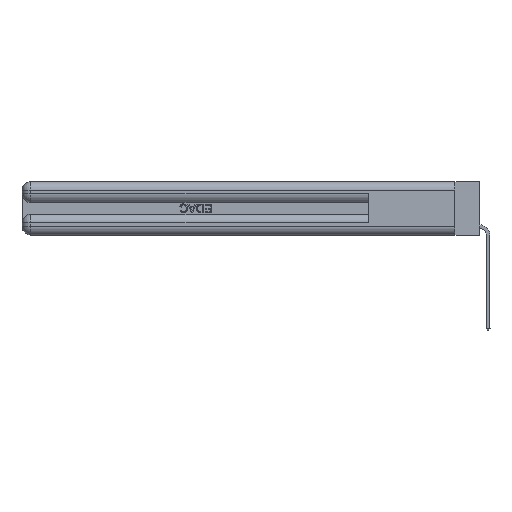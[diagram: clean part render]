
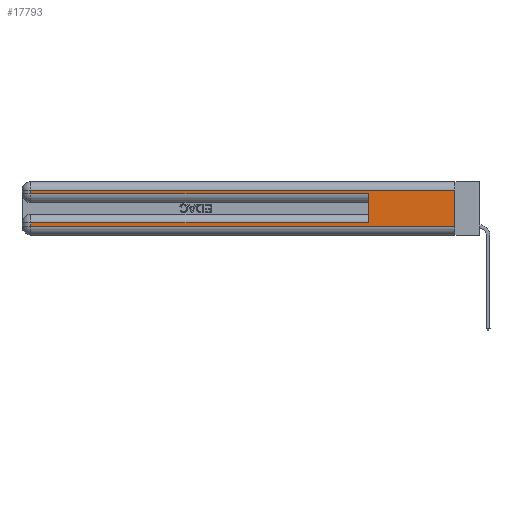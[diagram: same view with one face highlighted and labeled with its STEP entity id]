
A CAD part, left-side view. The second image highlights one B-rep face of the part: STEP entity #17793.
In plain terms, the highlighted planar face has unit normal (-1, 0, 0).
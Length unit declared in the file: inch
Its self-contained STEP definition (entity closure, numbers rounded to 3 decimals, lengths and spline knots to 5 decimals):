
#191 = ORIENTED_EDGE ( 'NONE', *, *, #9524, .F. ) ;
#2191 = EDGE_CURVE ( 'NONE', #17527, #12495, #14246, .T. ) ;
#2945 = VERTEX_POINT ( 'NONE', #17309 ) ;
#2959 = VECTOR ( 'NONE', #24007, 39.37008 ) ;
#3196 = DIRECTION ( 'NONE',  ( 0., 0., -1. ) ) ;
#3406 = CARTESIAN_POINT ( 'NONE',  ( 0., 2.94, 0.37 ) ) ;
#3601 = EDGE_CURVE ( 'NONE', #16836, #21547, #18720, .T. ) ;
#3675 = CARTESIAN_POINT ( 'NONE',  ( 0., 0., 0.085 ) ) ;
#3694 = DIRECTION ( 'NONE',  ( 0., -1., 0. ) ) ;
#3837 = ORIENTED_EDGE ( 'NONE', *, *, #7237, .T. ) ;
#3906 = LINE ( 'NONE', #11909, #14277 ) ;
#3917 = ORIENTED_EDGE ( 'NONE', *, *, #21548, .T. ) ;
#3956 = AXIS2_PLACEMENT_3D ( 'NONE', #19129, #7498, #21066 ) ;
#5358 = PLANE ( 'NONE',  #3956 ) ;
#5362 = DIRECTION ( 'NONE',  ( 0., 0., -1. ) ) ;
#6484 = EDGE_LOOP ( 'NONE', ( #191, #3917, #20181, #18013, #13502, #18458, #3837, #13008 ) ) ;
#6560 = VECTOR ( 'NONE', #15695, 39.37008 ) ;
#6655 = CARTESIAN_POINT ( 'NONE',  ( 0., 0., 0.31 ) ) ;
#7237 = EDGE_CURVE ( 'NONE', #21547, #24996, #3906, .T. ) ;
#7498 = DIRECTION ( 'NONE',  ( 1., 0., 0. ) ) ;
#8139 = LINE ( 'NONE', #16206, #2959 ) ;
#8940 = VERTEX_POINT ( 'NONE', #6655 ) ;
#9476 = CARTESIAN_POINT ( 'NONE',  ( 0., 0., 0.06 ) ) ;
#9524 = EDGE_CURVE ( 'NONE', #8940, #11007, #9911, .T. ) ;
#9642 = CARTESIAN_POINT ( 'NONE',  ( 0., 0.6, 0.085 ) ) ;
#9692 = VECTOR ( 'NONE', #3694, 39.37008 ) ;
#9888 = EDGE_CURVE ( 'NONE', #12495, #2945, #22046, .T. ) ;
#9911 = LINE ( 'NONE', #12880, #13874 ) ;
#10254 = CARTESIAN_POINT ( 'NONE',  ( 0., 0., 0.06 ) ) ;
#10565 = VECTOR ( 'NONE', #20167, 39.37008 ) ;
#11007 = VERTEX_POINT ( 'NONE', #10254 ) ;
#11125 = CARTESIAN_POINT ( 'NONE',  ( 0., 2.94, 0.285 ) ) ;
#11357 = CARTESIAN_POINT ( 'NONE',  ( 0., 2.94, 0.06 ) ) ;
#11909 = CARTESIAN_POINT ( 'NONE',  ( 0., 2.94, 0.37 ) ) ;
#12343 = CARTESIAN_POINT ( 'NONE',  ( 0., 0.6, 0.145 ) ) ;
#12495 = VERTEX_POINT ( 'NONE', #11125 ) ;
#12610 = EDGE_CURVE ( 'NONE', #24996, #11007, #20651, .T. ) ;
#12880 = CARTESIAN_POINT ( 'NONE',  ( 0., 0., 0.37 ) ) ;
#13008 = ORIENTED_EDGE ( 'NONE', *, *, #12610, .T. ) ;
#13502 = ORIENTED_EDGE ( 'NONE', *, *, #22620, .F. ) ;
#13874 = VECTOR ( 'NONE', #3196, 39.37008 ) ;
#14246 = LINE ( 'NONE', #3406, #23948 ) ;
#14277 = VECTOR ( 'NONE', #23536, 39.37008 ) ;
#14321 = CARTESIAN_POINT ( 'NONE',  ( 0., 2.94, 0.31 ) ) ;
#14655 = FACE_OUTER_BOUND ( 'NONE', #6484, .T. ) ;
#14780 = VECTOR ( 'NONE', #19231, 39.37008 ) ;
#15695 = DIRECTION ( 'NONE',  ( 0., -1., 0. ) ) ;
#16206 = CARTESIAN_POINT ( 'NONE',  ( 0., 0., 0.31 ) ) ;
#16836 = VERTEX_POINT ( 'NONE', #9642 ) ;
#17309 = CARTESIAN_POINT ( 'NONE',  ( 0., 0.6, 0.285 ) ) ;
#17527 = VERTEX_POINT ( 'NONE', #14321 ) ;
#17628 = CARTESIAN_POINT ( 'NONE',  ( 0., 0., 0.285 ) ) ;
#17793 = ADVANCED_FACE ( 'NONE', ( #14655 ), #5358, .F. ) ;
#18013 = ORIENTED_EDGE ( 'NONE', *, *, #9888, .T. ) ;
#18458 = ORIENTED_EDGE ( 'NONE', *, *, #3601, .T. ) ;
#18720 = LINE ( 'NONE', #3675, #14780 ) ;
#19129 = CARTESIAN_POINT ( 'NONE',  ( 0., 0., 0.37 ) ) ;
#19231 = DIRECTION ( 'NONE',  ( 0., 1., 0. ) ) ;
#20104 = CARTESIAN_POINT ( 'NONE',  ( 0., 2.94, 0.085 ) ) ;
#20167 = DIRECTION ( 'NONE',  ( 0., 0., 1. ) ) ;
#20181 = ORIENTED_EDGE ( 'NONE', *, *, #2191, .T. ) ;
#20651 = LINE ( 'NONE', #9476, #9692 ) ;
#21066 = DIRECTION ( 'NONE',  ( 0., 0., -1. ) ) ;
#21129 = LINE ( 'NONE', #12343, #10565 ) ;
#21547 = VERTEX_POINT ( 'NONE', #20104 ) ;
#21548 = EDGE_CURVE ( 'NONE', #8940, #17527, #8139, .T. ) ;
#22046 = LINE ( 'NONE', #17628, #6560 ) ;
#22620 = EDGE_CURVE ( 'NONE', #16836, #2945, #21129, .T. ) ;
#23536 = DIRECTION ( 'NONE',  ( 0., 0., -1. ) ) ;
#23948 = VECTOR ( 'NONE', #5362, 39.37008 ) ;
#24007 = DIRECTION ( 'NONE',  ( 0., 1., 0. ) ) ;
#24996 = VERTEX_POINT ( 'NONE', #11357 ) ;
